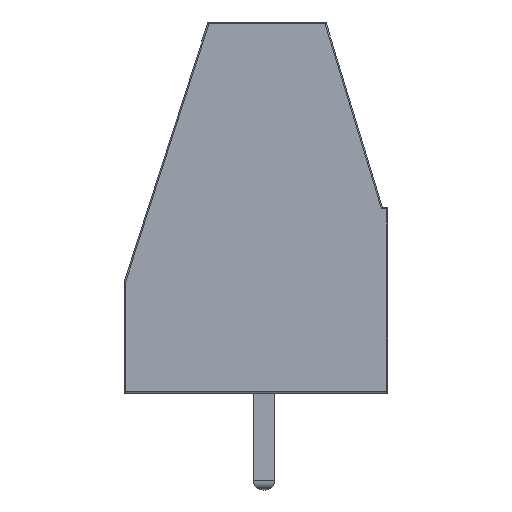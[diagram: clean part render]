
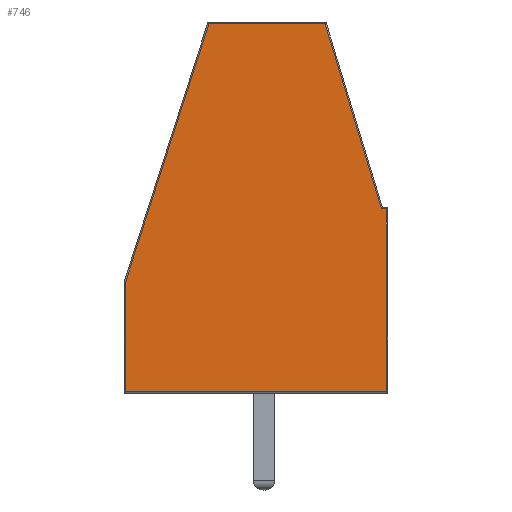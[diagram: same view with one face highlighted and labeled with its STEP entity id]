
A CAD part, left-side view. The second image highlights one B-rep face of the part: STEP entity #746.
In plain terms, the highlighted planar face has unit normal (-1, 0, 0).
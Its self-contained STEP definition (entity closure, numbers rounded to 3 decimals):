
#167 = VERTEX_POINT('',#168);
#168 = CARTESIAN_POINT('',(-2.54,-2.263,13.85));
#183 = EDGE_CURVE('',#184,#167,#186,.T.);
#184 = VERTEX_POINT('',#185);
#185 = CARTESIAN_POINT('',(-2.54,-4.363,6.95));
#186 = LINE('',#187,#188);
#187 = CARTESIAN_POINT('',(-2.54,-4.352,6.985));
#188 = VECTOR('',#189,1.);
#189 = DIRECTION('',(0.,0.291,0.957));
#726 = VERTEX_POINT('',#727);
#727 = CARTESIAN_POINT('',(-2.54,-4.55,6.95));
#736 = EDGE_CURVE('',#726,#184,#737,.T.);
#737 = LINE('',#738,#739);
#738 = CARTESIAN_POINT('',(-2.54,-4.6,6.95));
#739 = VECTOR('',#740,1.);
#740 = DIRECTION('',(0.,1.,0.));
#746 = ADVANCED_FACE('',(#747),#789,.T.);
#747 = FACE_BOUND('',#748,.T.);
#748 = EDGE_LOOP('',(#749,#759,#767,#775,#781,#782,#783));
#749 = ORIENTED_EDGE('',*,*,#750,.T.);
#750 = EDGE_CURVE('',#751,#753,#755,.T.);
#751 = VERTEX_POINT('',#752);
#752 = CARTESIAN_POINT('',(-2.54,2.044,13.85));
#753 = VERTEX_POINT('',#754);
#754 = CARTESIAN_POINT('',(-2.54,5.15,4.232));
#755 = LINE('',#756,#757);
#756 = CARTESIAN_POINT('',(-2.54,2.032,13.885));
#757 = VECTOR('',#758,1.);
#758 = DIRECTION('',(0.,0.307,-0.952));
#759 = ORIENTED_EDGE('',*,*,#760,.T.);
#760 = EDGE_CURVE('',#753,#761,#763,.T.);
#761 = VERTEX_POINT('',#762);
#762 = CARTESIAN_POINT('',(-2.54,5.15,0.15));
#763 = LINE('',#764,#765);
#764 = CARTESIAN_POINT('',(-2.54,5.15,4.24));
#765 = VECTOR('',#766,1.);
#766 = DIRECTION('',(0.,0.,-1.));
#767 = ORIENTED_EDGE('',*,*,#768,.T.);
#768 = EDGE_CURVE('',#761,#769,#771,.T.);
#769 = VERTEX_POINT('',#770);
#770 = CARTESIAN_POINT('',(-2.54,-4.55,0.15));
#771 = LINE('',#772,#773);
#772 = CARTESIAN_POINT('',(-2.54,5.2,0.15));
#773 = VECTOR('',#774,1.);
#774 = DIRECTION('',(0.,-1.,0.));
#775 = ORIENTED_EDGE('',*,*,#776,.T.);
#776 = EDGE_CURVE('',#769,#726,#777,.T.);
#777 = LINE('',#778,#779);
#778 = CARTESIAN_POINT('',(-2.54,-4.55,0.1));
#779 = VECTOR('',#780,1.);
#780 = DIRECTION('',(0.,0.,1.));
#781 = ORIENTED_EDGE('',*,*,#736,.T.);
#782 = ORIENTED_EDGE('',*,*,#183,.T.);
#783 = ORIENTED_EDGE('',*,*,#784,.T.);
#784 = EDGE_CURVE('',#167,#751,#785,.T.);
#785 = LINE('',#786,#787);
#786 = CARTESIAN_POINT('',(-2.54,-2.3,13.85));
#787 = VECTOR('',#788,1.);
#788 = DIRECTION('',(0.,1.,0.));
#789 = PLANE('',#790);
#790 = AXIS2_PLACEMENT_3D('',#791,#792,#793);
#791 = CARTESIAN_POINT('',(-2.54,0.097,6.175));
#792 = DIRECTION('',(-1.,0.,0.));
#793 = DIRECTION('',(0.,0.,-1.));
